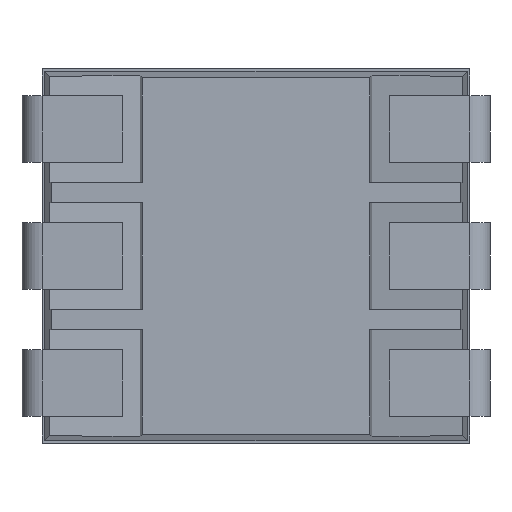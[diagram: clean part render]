
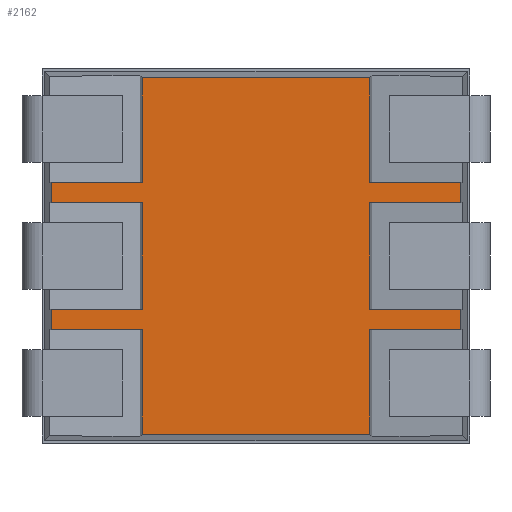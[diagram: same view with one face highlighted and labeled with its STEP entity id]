
A CAD part, front view. The second image highlights one B-rep face of the part: STEP entity #2162.
In plain terms, the highlighted planar face has unit normal (0, -1, 0).
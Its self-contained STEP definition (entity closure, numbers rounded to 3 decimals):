
#132=FACE_OUTER_BOUND('',#251,.T.);
#251=EDGE_LOOP('',(#1638,#1639,#1640,#1641,#1642,#1643,#1644,#1645,#1646,
#1647,#1648,#1649,#1650,#1651,#1652,#1653,#1654,#1655,#1656,#1657));
#438=LINE('',#3281,#707);
#442=LINE('',#3289,#711);
#449=LINE('',#3303,#718);
#455=LINE('',#3315,#724);
#459=LINE('',#3323,#728);
#463=LINE('',#3331,#732);
#468=LINE('',#3340,#737);
#469=LINE('',#3341,#738);
#470=LINE('',#3343,#739);
#471=LINE('',#3344,#740);
#472=LINE('',#3346,#741);
#473=LINE('',#3348,#742);
#474=LINE('',#3349,#743);
#475=LINE('',#3351,#744);
#476=LINE('',#3352,#745);
#477=LINE('',#3354,#746);
#478=LINE('',#3355,#747);
#479=LINE('',#3357,#748);
#480=LINE('',#3359,#749);
#481=LINE('',#3360,#750);
#707=VECTOR('',#2642,1000.);
#711=VECTOR('',#2646,1000.);
#718=VECTOR('',#2655,1000.);
#724=VECTOR('',#2663,1000.);
#728=VECTOR('',#2667,1000.);
#732=VECTOR('',#2673,1000.);
#737=VECTOR('',#2680,1000.);
#738=VECTOR('',#2681,1000.);
#739=VECTOR('',#2682,1000.);
#740=VECTOR('',#2683,1000.);
#741=VECTOR('',#2684,1000.);
#742=VECTOR('',#2685,1000.);
#743=VECTOR('',#2686,1000.);
#744=VECTOR('',#2687,1000.);
#745=VECTOR('',#2688,1000.);
#746=VECTOR('',#2689,1000.);
#747=VECTOR('',#2690,1000.);
#748=VECTOR('',#2691,1000.);
#749=VECTOR('',#2692,1000.);
#750=VECTOR('',#2693,1000.);
#957=VERTEX_POINT('',#3278);
#958=VERTEX_POINT('',#3280);
#961=VERTEX_POINT('',#3286);
#962=VERTEX_POINT('',#3288);
#967=VERTEX_POINT('',#3300);
#968=VERTEX_POINT('',#3302);
#972=VERTEX_POINT('',#3312);
#973=VERTEX_POINT('',#3314);
#976=VERTEX_POINT('',#3320);
#977=VERTEX_POINT('',#3322);
#979=VERTEX_POINT('',#3329);
#980=VERTEX_POINT('',#3330);
#983=VERTEX_POINT('',#3339);
#984=VERTEX_POINT('',#3342);
#985=VERTEX_POINT('',#3345);
#986=VERTEX_POINT('',#3347);
#987=VERTEX_POINT('',#3350);
#988=VERTEX_POINT('',#3353);
#989=VERTEX_POINT('',#3356);
#990=VERTEX_POINT('',#3358);
#1200=EDGE_CURVE('',#958,#957,#438,.T.);
#1204=EDGE_CURVE('',#962,#961,#442,.T.);
#1211=EDGE_CURVE('',#968,#967,#449,.T.);
#1217=EDGE_CURVE('',#973,#972,#455,.T.);
#1221=EDGE_CURVE('',#977,#976,#459,.T.);
#1225=EDGE_CURVE('',#979,#980,#463,.T.);
#1230=EDGE_CURVE('',#983,#972,#468,.T.);
#1231=EDGE_CURVE('',#979,#983,#469,.T.);
#1232=EDGE_CURVE('',#984,#980,#470,.T.);
#1233=EDGE_CURVE('',#962,#984,#471,.T.);
#1234=EDGE_CURVE('',#985,#961,#472,.T.);
#1235=EDGE_CURVE('',#986,#985,#473,.T.);
#1236=EDGE_CURVE('',#958,#986,#474,.T.);
#1237=EDGE_CURVE('',#987,#957,#475,.T.);
#1238=EDGE_CURVE('',#968,#987,#476,.T.);
#1239=EDGE_CURVE('',#988,#967,#477,.T.);
#1240=EDGE_CURVE('',#977,#988,#478,.T.);
#1241=EDGE_CURVE('',#989,#976,#479,.T.);
#1242=EDGE_CURVE('',#990,#989,#480,.T.);
#1243=EDGE_CURVE('',#973,#990,#481,.T.);
#1638=ORIENTED_EDGE('',*,*,#1230,.F.);
#1639=ORIENTED_EDGE('',*,*,#1231,.F.);
#1640=ORIENTED_EDGE('',*,*,#1225,.T.);
#1641=ORIENTED_EDGE('',*,*,#1232,.F.);
#1642=ORIENTED_EDGE('',*,*,#1233,.F.);
#1643=ORIENTED_EDGE('',*,*,#1204,.T.);
#1644=ORIENTED_EDGE('',*,*,#1234,.F.);
#1645=ORIENTED_EDGE('',*,*,#1235,.F.);
#1646=ORIENTED_EDGE('',*,*,#1236,.F.);
#1647=ORIENTED_EDGE('',*,*,#1200,.T.);
#1648=ORIENTED_EDGE('',*,*,#1237,.F.);
#1649=ORIENTED_EDGE('',*,*,#1238,.F.);
#1650=ORIENTED_EDGE('',*,*,#1211,.T.);
#1651=ORIENTED_EDGE('',*,*,#1239,.F.);
#1652=ORIENTED_EDGE('',*,*,#1240,.F.);
#1653=ORIENTED_EDGE('',*,*,#1221,.T.);
#1654=ORIENTED_EDGE('',*,*,#1241,.F.);
#1655=ORIENTED_EDGE('',*,*,#1242,.F.);
#1656=ORIENTED_EDGE('',*,*,#1243,.F.);
#1657=ORIENTED_EDGE('',*,*,#1217,.T.);
#2062=PLANE('',#2321);
#2162=ADVANCED_FACE('',(#132),#2062,.T.);
#2321=AXIS2_PLACEMENT_3D('',#3338,#2678,#2679);
#2642=DIRECTION('',(0.,0.,-1.));
#2646=DIRECTION('',(0.,0.,-1.));
#2655=DIRECTION('',(1.,0.,0.));
#2663=DIRECTION('',(0.,0.,1.));
#2667=DIRECTION('',(0.,0.,1.));
#2673=DIRECTION('',(-1.,0.,0.));
#2678=DIRECTION('center_axis',(0.,-1.,0.));
#2679=DIRECTION('ref_axis',(0.,0.,-1.));
#2680=DIRECTION('',(1.,0.,0.));
#2681=DIRECTION('',(0.,0.,-1.));
#2682=DIRECTION('',(0.,0.,1.));
#2683=DIRECTION('',(1.,0.,0.));
#2684=DIRECTION('',(-1.,0.,0.));
#2685=DIRECTION('',(0.,0.,1.));
#2686=DIRECTION('',(1.,0.,0.));
#2687=DIRECTION('',(-1.,0.,0.));
#2688=DIRECTION('',(0.,0.,1.));
#2689=DIRECTION('',(0.,0.,-1.));
#2690=DIRECTION('',(-1.,0.,0.));
#2691=DIRECTION('',(1.,0.,0.));
#2692=DIRECTION('',(0.,0.,-1.));
#2693=DIRECTION('',(-1.,0.,0.));
#3278=CARTESIAN_POINT('',(-1.532,-0.7,-0.55));
#3280=CARTESIAN_POINT('',(-1.532,-0.7,-0.4));
#3281=CARTESIAN_POINT('',(-1.532,-0.7,1.4));
#3286=CARTESIAN_POINT('',(-1.532,-0.7,0.4));
#3288=CARTESIAN_POINT('',(-1.532,-0.7,0.55));
#3289=CARTESIAN_POINT('',(-1.532,-0.7,1.4));
#3300=CARTESIAN_POINT('',(0.85,-0.7,-1.332));
#3302=CARTESIAN_POINT('',(-0.85,-0.7,-1.332));
#3303=CARTESIAN_POINT('',(-1.6,-0.7,-1.332));
#3312=CARTESIAN_POINT('',(1.532,-0.7,0.55));
#3314=CARTESIAN_POINT('',(1.532,-0.7,0.4));
#3315=CARTESIAN_POINT('',(1.532,-0.7,1.4));
#3320=CARTESIAN_POINT('',(1.532,-0.7,-0.4));
#3322=CARTESIAN_POINT('',(1.532,-0.7,-0.55));
#3323=CARTESIAN_POINT('',(1.532,-0.7,1.4));
#3329=CARTESIAN_POINT('',(0.85,-0.7,1.332));
#3330=CARTESIAN_POINT('',(-0.85,-0.7,1.332));
#3331=CARTESIAN_POINT('',(-1.6,-0.7,1.332));
#3338=CARTESIAN_POINT('Origin',(-1.58,-0.7,-1.38));
#3339=CARTESIAN_POINT('',(0.85,-0.7,0.55));
#3340=CARTESIAN_POINT('',(1.58,-0.7,0.55));
#3341=CARTESIAN_POINT('',(0.85,-0.7,1.38));
#3342=CARTESIAN_POINT('',(-0.85,-0.7,0.55));
#3343=CARTESIAN_POINT('',(-0.85,-0.7,1.38));
#3344=CARTESIAN_POINT('',(-1.58,-0.7,0.55));
#3345=CARTESIAN_POINT('',(-0.85,-0.7,0.4));
#3346=CARTESIAN_POINT('',(-1.58,-0.7,0.4));
#3347=CARTESIAN_POINT('',(-0.85,-0.7,-0.4));
#3348=CARTESIAN_POINT('',(-0.85,-0.7,0.4));
#3349=CARTESIAN_POINT('',(-1.58,-0.7,-0.4));
#3350=CARTESIAN_POINT('',(-0.85,-0.7,-0.55));
#3351=CARTESIAN_POINT('',(-1.58,-0.7,-0.55));
#3352=CARTESIAN_POINT('',(-0.85,-0.7,-1.38));
#3353=CARTESIAN_POINT('',(0.85,-0.7,-0.55));
#3354=CARTESIAN_POINT('',(0.85,-0.7,-1.38));
#3355=CARTESIAN_POINT('',(1.58,-0.7,-0.55));
#3356=CARTESIAN_POINT('',(0.85,-0.7,-0.4));
#3357=CARTESIAN_POINT('',(1.58,-0.7,-0.4));
#3358=CARTESIAN_POINT('',(0.85,-0.7,0.4));
#3359=CARTESIAN_POINT('',(0.85,-0.7,0.4));
#3360=CARTESIAN_POINT('',(1.58,-0.7,0.4));
